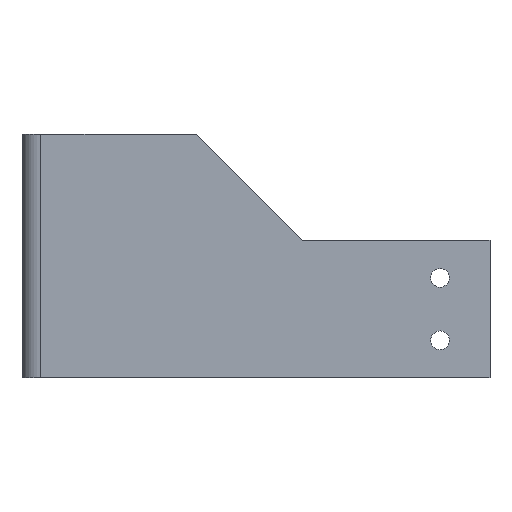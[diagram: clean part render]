
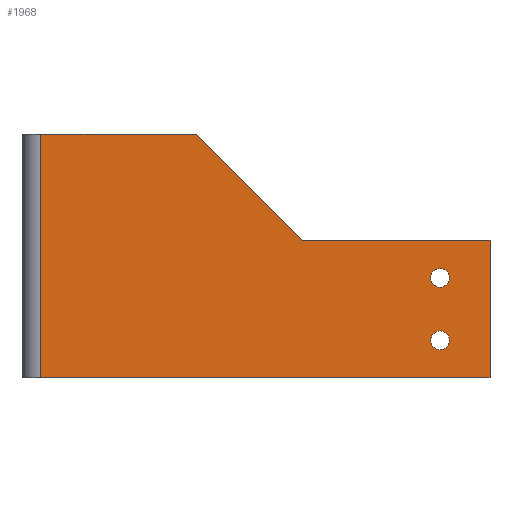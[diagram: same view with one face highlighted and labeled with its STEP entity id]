
A CAD part, front view. The second image highlights one B-rep face of the part: STEP entity #1968.
In plain terms, the highlighted planar face has unit normal (0, -1, 0).
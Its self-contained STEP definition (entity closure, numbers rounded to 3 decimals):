
#49=FACE_BOUND('',#252,.T.);
#50=FACE_BOUND('',#253,.T.);
#84=CIRCLE('',#2102,1.5);
#85=CIRCLE('',#2103,1.5);
#132=FACE_OUTER_BOUND('',#251,.T.);
#251=EDGE_LOOP('',(#1503,#1504,#1505,#1506,#1507,#1508));
#252=EDGE_LOOP('',(#1509));
#253=EDGE_LOOP('',(#1510));
#447=LINE('',#2951,#695);
#448=LINE('',#2960,#696);
#449=LINE('',#2963,#697);
#453=LINE('',#2970,#701);
#454=LINE('',#2972,#702);
#455=LINE('',#2973,#703);
#695=VECTOR('',#2390,10.);
#696=VECTOR('',#2401,10.);
#697=VECTOR('',#2404,10.);
#701=VECTOR('',#2410,10.);
#702=VECTOR('',#2411,10.);
#703=VECTOR('',#2412,10.);
#925=VERTEX_POINT('',#2948);
#926=VERTEX_POINT('',#2950);
#929=VERTEX_POINT('',#2958);
#930=VERTEX_POINT('',#2962);
#932=VERTEX_POINT('',#2969);
#933=VERTEX_POINT('',#2971);
#934=VERTEX_POINT('',#2974);
#935=VERTEX_POINT('',#2976);
#1141=EDGE_CURVE('',#926,#925,#447,.T.);
#1146=EDGE_CURVE('',#926,#929,#448,.T.);
#1147=EDGE_CURVE('',#929,#930,#449,.T.);
#1151=EDGE_CURVE('',#925,#932,#453,.T.);
#1152=EDGE_CURVE('',#932,#933,#454,.T.);
#1153=EDGE_CURVE('',#933,#930,#455,.T.);
#1154=EDGE_CURVE('',#934,#934,#84,.T.);
#1155=EDGE_CURVE('',#935,#935,#85,.T.);
#1503=ORIENTED_EDGE('',*,*,#1146,.F.);
#1504=ORIENTED_EDGE('',*,*,#1141,.T.);
#1505=ORIENTED_EDGE('',*,*,#1151,.T.);
#1506=ORIENTED_EDGE('',*,*,#1152,.T.);
#1507=ORIENTED_EDGE('',*,*,#1153,.T.);
#1508=ORIENTED_EDGE('',*,*,#1147,.F.);
#1509=ORIENTED_EDGE('',*,*,#1154,.T.);
#1510=ORIENTED_EDGE('',*,*,#1155,.T.);
#1881=PLANE('',#2101);
#1968=ADVANCED_FACE('',(#132,#49,#50),#1881,.T.);
#2101=AXIS2_PLACEMENT_3D('',#2968,#2408,#2409);
#2102=AXIS2_PLACEMENT_3D('',#2975,#2413,#2414);
#2103=AXIS2_PLACEMENT_3D('',#2977,#2415,#2416);
#2390=DIRECTION('',(1.,0.,0.));
#2401=DIRECTION('',(0.,0.,1.));
#2404=DIRECTION('',(1.,0.,0.));
#2408=DIRECTION('center_axis',(0.,-1.,0.));
#2409=DIRECTION('ref_axis',(1.,0.,0.));
#2410=DIRECTION('',(0.,0.,1.));
#2411=DIRECTION('',(-1.,0.,0.));
#2412=DIRECTION('',(-0.707,0.,0.707));
#2413=DIRECTION('center_axis',(0.,1.,0.));
#2414=DIRECTION('ref_axis',(-1.,0.,0.));
#2415=DIRECTION('center_axis',(0.,1.,0.));
#2416=DIRECTION('ref_axis',(-1.,0.,0.));
#2948=CARTESIAN_POINT('',(-15.,-102.,-21.));
#2950=CARTESIAN_POINT('',(-87.,-102.,-21.));
#2951=CARTESIAN_POINT('',(-90.,-102.,-21.));
#2958=CARTESIAN_POINT('',(-87.,-102.,18.));
#2960=CARTESIAN_POINT('',(-87.,-102.,-21.));
#2962=CARTESIAN_POINT('',(-62.,-102.,18.));
#2963=CARTESIAN_POINT('',(-90.,-102.,18.));
#2968=CARTESIAN_POINT('Origin',(-90.,-102.,-21.));
#2969=CARTESIAN_POINT('',(-15.,-102.,1.));
#2970=CARTESIAN_POINT('',(-15.,-102.,-21.));
#2971=CARTESIAN_POINT('',(-45.,-102.,1.));
#2972=CARTESIAN_POINT('',(-67.5,-102.,1.));
#2973=CARTESIAN_POINT('',(-59.25,-102.,15.25));
#2974=CARTESIAN_POINT('',(-21.5,-102.,-5.));
#2975=CARTESIAN_POINT('Origin',(-23.,-102.,-5.));
#2976=CARTESIAN_POINT('',(-21.5,-102.,-15.));
#2977=CARTESIAN_POINT('Origin',(-23.,-102.,-15.));
